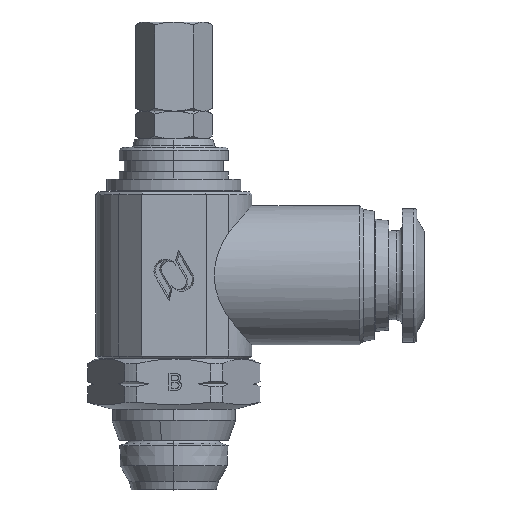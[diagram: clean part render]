
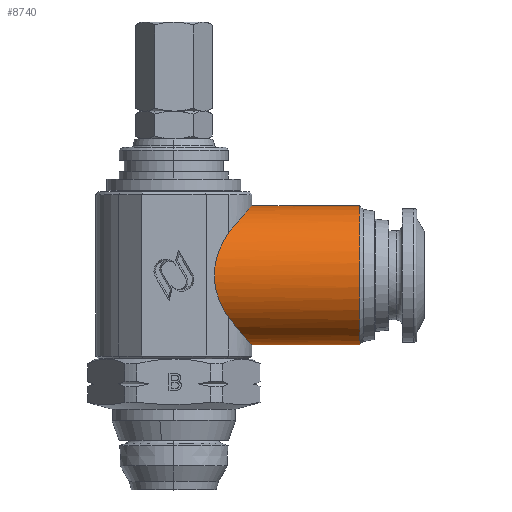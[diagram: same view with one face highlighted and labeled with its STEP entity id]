
A CAD part, top view. The second image highlights one B-rep face of the part: STEP entity #8740.
In plain terms, the highlighted cylindrical face has radius 6.25 mm (diameter 12.5 mm), a partial arc.
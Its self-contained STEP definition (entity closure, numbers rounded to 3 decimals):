
#161 = AXIS2_PLACEMENT_3D ( 'NONE', #508, #509, #500 ) ;
#500 = DIRECTION ( 'NONE',  ( 0., -1., 0. ) ) ;
#508 = CARTESIAN_POINT ( 'NONE',  ( 0., 19.26, 0. ) ) ;
#509 = DIRECTION ( 'NONE',  ( -1., 0., 0. ) ) ;
#821 = VERTEX_POINT ( 'NONE', #3144 ) ;
#1027 = VERTEX_POINT ( 'NONE', #3170 ) ;
#1028 = VERTEX_POINT ( 'NONE', #3165 ) ;
#1048 = VERTEX_POINT ( 'NONE', #3189 ) ;
#1124 = CIRCLE ( 'NONE', #2945, 6.25 ) ;
#1143 = LINE ( 'NONE', #3615, #1146 ) ;
#1145 = VECTOR ( 'NONE', #3658, 1000. ) ;
#1146 = VECTOR ( 'NONE', #3616, 1000. ) ;
#1148 = LINE ( 'NONE', #3656, #1145 ) ;
#1719 = VERTEX_POINT ( 'NONE', #1965 ) ;
#1965 = CARTESIAN_POINT ( 'NONE',  ( 4.95, 23.076, 4.95 ) ) ;
#2945 = AXIS2_PLACEMENT_3D ( 'NONE', #3583, #3584, #3585 ) ;
#3144 = CARTESIAN_POINT ( 'NONE',  ( 7., 25.51, 0. ) ) ;
#3165 = CARTESIAN_POINT ( 'NONE',  ( 16.676, 25.51, 0. ) ) ;
#3170 = CARTESIAN_POINT ( 'NONE',  ( 16.676, 13.01, 0. ) ) ;
#3189 = CARTESIAN_POINT ( 'NONE',  ( 7., 13.01, 0. ) ) ;
#3212 = B_SPLINE_CURVE_WITH_KNOTS ( 'NONE', 3,
 ( #3610, #3611, #3619, #3620, #3621, #3622, #3623, #3624, #3625, #3626, #3627, #3628, #3629, #3630, #3631, #3632 ),
 .UNSPECIFIED., .F., .F.,
 ( 4, 2, 2, 2, 2, 2, 2, 4 ),
 ( 0.021, 0.022, 0.023, 0.024, 0.024, 0.025, 0.026, 0.027 ),
 .UNSPECIFIED. ) ;
#3213 =( BOUNDED_CURVE ( )  B_SPLINE_CURVE ( 3, ( #3618, #3617, #3635, #3636 ),
 .UNSPECIFIED., .F., .F. ) 
 B_SPLINE_CURVE_WITH_KNOTS ( ( 4, 4 ),
 ( 5.626, 6.94 ),
 .UNSPECIFIED. ) 
 CURVE ( )  GEOMETRIC_REPRESENTATION_ITEM ( )  RATIONAL_B_SPLINE_CURVE ( ( 1., 0.861, 0.861, 1. ) ) 
 REPRESENTATION_ITEM ( '' )  );
#3214 = B_SPLINE_CURVE_WITH_KNOTS ( 'NONE', 3,
 ( #3633, #3634, #3638, #3639, #3640, #3641, #3642, #3643, #3644, #3645, #3647, #3648, #3650, #3651, #3653, #3654 ),
 .UNSPECIFIED., .F., .F.,
 ( 4, 2, 2, 2, 2, 2, 2, 4 ),
 ( 0.036, 0.037, 0.038, 0.039, 0.04, 0.041, 0.042, 0.043 ),
 .UNSPECIFIED. ) ;
#3583 = CARTESIAN_POINT ( 'NONE',  ( 16.676, 19.26, 0. ) ) ;
#3584 = DIRECTION ( 'NONE',  ( -1., 0., 0. ) ) ;
#3585 = DIRECTION ( 'NONE',  ( 0., -1., 0. ) ) ;
#3610 = CARTESIAN_POINT ( 'NONE',  ( 7., 25.51, 0. ) ) ;
#3611 = CARTESIAN_POINT ( 'NONE',  ( 7., 25.51, 0.255 ) ) ;
#3615 = CARTESIAN_POINT ( 'NONE',  ( 0., 25.51, 0. ) ) ;
#3616 = DIRECTION ( 'NONE',  ( -1., 0., 0. ) ) ;
#3617 = CARTESIAN_POINT ( 'NONE',  ( 3.146, 20.737, 6.753 ) ) ;
#3618 = CARTESIAN_POINT ( 'NONE',  ( 4.95, 23.076, 4.95 ) ) ;
#3619 = CARTESIAN_POINT ( 'NONE',  ( 6.986, 25.494, 0.515 ) ) ;
#3620 = CARTESIAN_POINT ( 'NONE',  ( 6.93, 25.431, 1.022 ) ) ;
#3621 = CARTESIAN_POINT ( 'NONE',  ( 6.888, 25.385, 1.27 ) ) ;
#3622 = CARTESIAN_POINT ( 'NONE',  ( 6.781, 25.264, 1.755 ) ) ;
#3623 = CARTESIAN_POINT ( 'NONE',  ( 6.714, 25.188, 1.995 ) ) ;
#3624 = CARTESIAN_POINT ( 'NONE',  ( 6.56, 25.014, 2.453 ) ) ;
#3625 = CARTESIAN_POINT ( 'NONE',  ( 6.474, 24.915, 2.673 ) ) ;
#3626 = CARTESIAN_POINT ( 'NONE',  ( 6.283, 24.695, 3.095 ) ) ;
#3627 = CARTESIAN_POINT ( 'NONE',  ( 6.178, 24.574, 3.298 ) ) ;
#3628 = CARTESIAN_POINT ( 'NONE',  ( 5.957, 24.314, 3.684 ) ) ;
#3629 = CARTESIAN_POINT ( 'NONE',  ( 5.84, 24.177, 3.865 ) ) ;
#3630 = CARTESIAN_POINT ( 'NONE',  ( 5.478, 23.742, 4.379 ) ) ;
#3631 = CARTESIAN_POINT ( 'NONE',  ( 5.218, 23.424, 4.681 ) ) ;
#3632 = CARTESIAN_POINT ( 'NONE',  ( 4.95, 23.076, 4.95 ) ) ;
#3633 = CARTESIAN_POINT ( 'NONE',  ( 4.95, 15.444, 4.95 ) ) ;
#3634 = CARTESIAN_POINT ( 'NONE',  ( 5.082, 15.272, 4.817 ) ) ;
#3635 = CARTESIAN_POINT ( 'NONE',  ( 3.146, 17.783, 6.753 ) ) ;
#3636 = CARTESIAN_POINT ( 'NONE',  ( 4.95, 15.444, 4.95 ) ) ;
#3638 = CARTESIAN_POINT ( 'NONE',  ( 5.213, 15.106, 4.675 ) ) ;
#3639 = CARTESIAN_POINT ( 'NONE',  ( 5.471, 14.787, 4.371 ) ) ;
#3640 = CARTESIAN_POINT ( 'NONE',  ( 5.599, 14.632, 4.207 ) ) ;
#3641 = CARTESIAN_POINT ( 'NONE',  ( 5.964, 14.195, 3.689 ) ) ;
#3642 = CARTESIAN_POINT ( 'NONE',  ( 6.186, 13.937, 3.31 ) ) ;
#3643 = CARTESIAN_POINT ( 'NONE',  ( 6.472, 13.607, 2.676 ) ) ;
#3644 = CARTESIAN_POINT ( 'NONE',  ( 6.56, 13.506, 2.453 ) ) ;
#3645 = CARTESIAN_POINT ( 'NONE',  ( 6.714, 13.332, 1.997 ) ) ;
#3647 = CARTESIAN_POINT ( 'NONE',  ( 6.779, 13.258, 1.761 ) ) ;
#3648 = CARTESIAN_POINT ( 'NONE',  ( 6.887, 13.137, 1.276 ) ) ;
#3650 = CARTESIAN_POINT ( 'NONE',  ( 6.929, 13.089, 1.024 ) ) ;
#3651 = CARTESIAN_POINT ( 'NONE',  ( 6.986, 13.026, 0.516 ) ) ;
#3653 = CARTESIAN_POINT ( 'NONE',  ( 7., 13.01, 0.259 ) ) ;
#3654 = CARTESIAN_POINT ( 'NONE',  ( 7., 13.01, 0. ) ) ;
#3656 = CARTESIAN_POINT ( 'NONE',  ( 0., 13.01, 0. ) ) ;
#3658 = DIRECTION ( 'NONE',  ( -1., 0., 0. ) ) ;
#3968 = EDGE_CURVE ( 'NONE', #1027, #1028, #1124, .T. ) ;
#3981 = EDGE_CURVE ( 'NONE', #1028, #821, #1143, .T. ) ;
#3982 = EDGE_CURVE ( 'NONE', #821, #1719, #3212, .T. ) ;
#3983 = EDGE_CURVE ( 'NONE', #1719, #9115, #3213, .T. ) ;
#3984 = EDGE_CURVE ( 'NONE', #9115, #1048, #3214, .T. ) ;
#3985 = EDGE_CURVE ( 'NONE', #1027, #1048, #1148, .T. ) ;
#4131 = FACE_OUTER_BOUND ( 'NONE', #9042, .T. ) ;
#4132 = CYLINDRICAL_SURFACE ( 'NONE', #161, 6.25 ) ;
#8002 = CARTESIAN_POINT ( 'NONE',  ( 4.95, 15.444, 4.95 ) ) ;
#8357 = ORIENTED_EDGE ( 'NONE', *, *, #3968, .T. ) ;
#8358 = ORIENTED_EDGE ( 'NONE', *, *, #3981, .T. ) ;
#8359 = ORIENTED_EDGE ( 'NONE', *, *, #3982, .T. ) ;
#8360 = ORIENTED_EDGE ( 'NONE', *, *, #3983, .T. ) ;
#8361 = ORIENTED_EDGE ( 'NONE', *, *, #3984, .T. ) ;
#8362 = ORIENTED_EDGE ( 'NONE', *, *, #3985, .F. ) ;
#8740 = ADVANCED_FACE ( 'NONE', ( #4131 ), #4132, .T. ) ;
#9042 = EDGE_LOOP ( 'NONE', ( #8357, #8358, #8359, #8360, #8361, #8362 ) ) ;
#9115 = VERTEX_POINT ( 'NONE', #8002 ) ;
